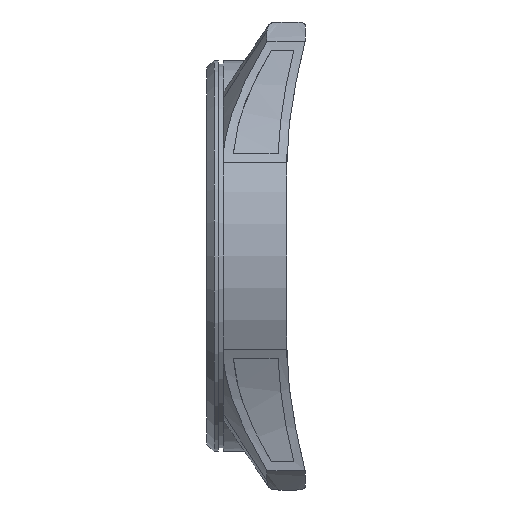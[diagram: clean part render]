
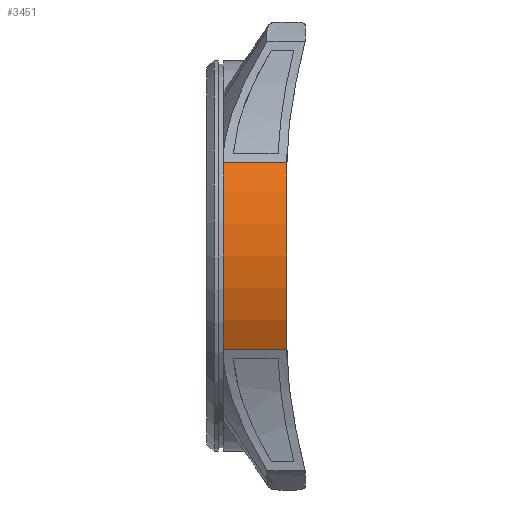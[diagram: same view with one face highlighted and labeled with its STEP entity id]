
A CAD part, left-side view. The second image highlights one B-rep face of the part: STEP entity #3451.
In plain terms, the highlighted cylindrical face has radius 20.5 mm (diameter 41 mm), a partial arc.
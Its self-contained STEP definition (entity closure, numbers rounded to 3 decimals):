
#91 = DIRECTION ( 'NONE',  ( 0., -1., 0. ) ) ;
#150 = ORIENTED_EDGE ( 'NONE', *, *, #269, .T. ) ;
#158 = LINE ( 'NONE', #2054, #3504 ) ;
#208 = DIRECTION ( 'NONE',  ( 0., 1., 0. ) ) ;
#269 = EDGE_CURVE ( 'NONE', #3094, #2417, #158, .T. ) ;
#323 = ORIENTED_EDGE ( 'NONE', *, *, #433, .F. ) ;
#361 = AXIS2_PLACEMENT_3D ( 'NONE', #2576, #91, #1015 ) ;
#433 = EDGE_CURVE ( 'NONE', #3094, #1172, #1539, .T. ) ;
#462 = DIRECTION ( 'NONE',  ( 0., 1., 0. ) ) ;
#707 = CARTESIAN_POINT ( 'NONE',  ( 0., 0., 0. ) ) ;
#725 = CARTESIAN_POINT ( 'NONE',  ( -18.015, 0., -9.783 ) ) ;
#894 = DIRECTION ( 'NONE',  ( 0., 0., -1. ) ) ;
#1010 = DIRECTION ( 'NONE',  ( 0., -1., 0. ) ) ;
#1015 = DIRECTION ( 'NONE',  ( 0., 0., -1. ) ) ;
#1118 = ORIENTED_EDGE ( 'NONE', *, *, #2529, .T. ) ;
#1172 = VERTEX_POINT ( 'NONE', #725 ) ;
#1208 = CARTESIAN_POINT ( 'NONE',  ( -18.015, 6.7, 9.783 ) ) ;
#1356 = CARTESIAN_POINT ( 'NONE',  ( -18.015, 6.7, -9.783 ) ) ;
#1478 = VECTOR ( 'NONE', #208, 1000. ) ;
#1534 = CARTESIAN_POINT ( 'NONE',  ( 0., 6.7, 0. ) ) ;
#1539 = CIRCLE ( 'NONE', #361, 20.5 ) ;
#1562 = CYLINDRICAL_SURFACE ( 'NONE', #3865, 20.5 ) ;
#1609 = FACE_OUTER_BOUND ( 'NONE', #2213, .T. ) ;
#1756 = LINE ( 'NONE', #1775, #1478 ) ;
#1775 = CARTESIAN_POINT ( 'NONE',  ( -18.015, -1.9, -9.783 ) ) ;
#2001 = DIRECTION ( 'NONE',  ( 0., 0., -1. ) ) ;
#2054 = CARTESIAN_POINT ( 'NONE',  ( -18.015, -1.9, 9.783 ) ) ;
#2213 = EDGE_LOOP ( 'NONE', ( #1118, #3718, #323, #150 ) ) ;
#2417 = VERTEX_POINT ( 'NONE', #1208 ) ;
#2496 = VERTEX_POINT ( 'NONE', #1356 ) ;
#2529 = EDGE_CURVE ( 'NONE', #2417, #2496, #3646, .T. ) ;
#2564 = EDGE_CURVE ( 'NONE', #1172, #2496, #1756, .T. ) ;
#2576 = CARTESIAN_POINT ( 'NONE',  ( 0., 0., 0. ) ) ;
#2621 = AXIS2_PLACEMENT_3D ( 'NONE', #1534, #3701, #894 ) ;
#3094 = VERTEX_POINT ( 'NONE', #3375 ) ;
#3375 = CARTESIAN_POINT ( 'NONE',  ( -18.015, 0., 9.783 ) ) ;
#3451 = ADVANCED_FACE ( 'NONE', ( #1609 ), #1562, .T. ) ;
#3504 = VECTOR ( 'NONE', #462, 1000. ) ;
#3646 = CIRCLE ( 'NONE', #2621, 20.5 ) ;
#3701 = DIRECTION ( 'NONE',  ( 0., -1., 0. ) ) ;
#3718 = ORIENTED_EDGE ( 'NONE', *, *, #2564, .F. ) ;
#3865 = AXIS2_PLACEMENT_3D ( 'NONE', #707, #1010, #2001 ) ;
